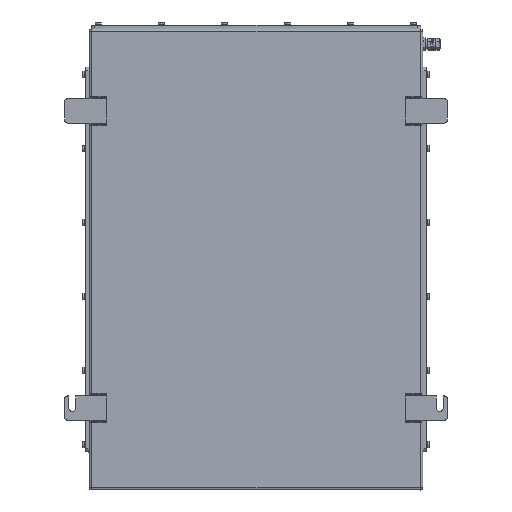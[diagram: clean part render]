
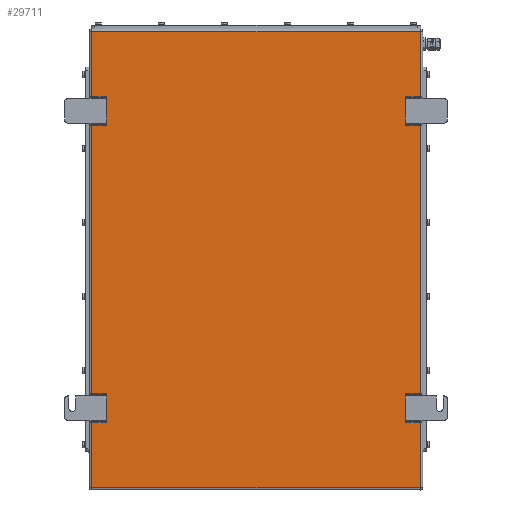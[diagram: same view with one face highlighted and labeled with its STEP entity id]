
A CAD part, front view. The second image highlights one B-rep face of the part: STEP entity #29711.
In plain terms, the highlighted planar face has unit normal (0, -1, 0).
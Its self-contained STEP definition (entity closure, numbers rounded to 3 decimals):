
#82=FACE_BOUND('',#4388,.T.);
#83=FACE_BOUND('',#4389,.T.);
#84=FACE_BOUND('',#4390,.T.);
#85=FACE_BOUND('',#4391,.T.);
#86=FACE_BOUND('',#4392,.T.);
#87=FACE_BOUND('',#4393,.T.);
#88=FACE_BOUND('',#4394,.T.);
#89=FACE_BOUND('',#4395,.T.);
#1268=PLANE('',#32008);
#2667=FACE_OUTER_BOUND('',#4387,.T.);
#4387=EDGE_LOOP('',(#21390,#21391,#21392,#21393));
#4388=EDGE_LOOP('',(#21394,#21395));
#4389=EDGE_LOOP('',(#21396,#21397));
#4390=EDGE_LOOP('',(#21398,#21399));
#4391=EDGE_LOOP('',(#21400,#21401));
#4392=EDGE_LOOP('',(#21402,#21403));
#4393=EDGE_LOOP('',(#21404,#21405));
#4394=EDGE_LOOP('',(#21406,#21407));
#4395=EDGE_LOOP('',(#21408,#21409));
#7329=LINE('',#43921,#9432);
#7339=LINE('',#44183,#9442);
#8134=LINE('',#47346,#10237);
#8136=LINE('',#47349,#10239);
#8137=LINE('',#47352,#10240);
#8138=LINE('',#47355,#10241);
#8139=LINE('',#47358,#10242);
#8140=LINE('',#47361,#10243);
#8141=LINE('',#47364,#10244);
#8142=LINE('',#47367,#10245);
#8143=LINE('',#47370,#10246);
#8144=LINE('',#47373,#10247);
#9432=VECTOR('',#34787,10.);
#9442=VECTOR('',#34831,10.);
#10237=VECTOR('',#37202,10.);
#10239=VECTOR('',#37206,10.);
#10240=VECTOR('',#37207,10.);
#10241=VECTOR('',#37208,10.);
#10242=VECTOR('',#37209,10.);
#10243=VECTOR('',#37210,10.);
#10244=VECTOR('',#37211,10.);
#10245=VECTOR('',#37212,10.);
#10246=VECTOR('',#37213,10.);
#10247=VECTOR('',#37214,10.);
#11793=VERTEX_POINT('',#43907);
#11797=VERTEX_POINT('',#43917);
#11815=VERTEX_POINT('',#44169);
#11819=VERTEX_POINT('',#44179);
#12637=VERTEX_POINT('',#47350);
#12638=VERTEX_POINT('',#47351);
#12639=VERTEX_POINT('',#47353);
#12640=VERTEX_POINT('',#47354);
#12641=VERTEX_POINT('',#47356);
#12642=VERTEX_POINT('',#47357);
#12643=VERTEX_POINT('',#47359);
#12644=VERTEX_POINT('',#47360);
#12645=VERTEX_POINT('',#47362);
#12646=VERTEX_POINT('',#47363);
#12647=VERTEX_POINT('',#47365);
#12648=VERTEX_POINT('',#47366);
#12649=VERTEX_POINT('',#47368);
#12650=VERTEX_POINT('',#47369);
#12651=VERTEX_POINT('',#47371);
#12652=VERTEX_POINT('',#47372);
#14561=EDGE_CURVE('',#11793,#11797,#7329,.T.);
#14594=EDGE_CURVE('',#11815,#11819,#7339,.T.);
#15850=EDGE_CURVE('',#11815,#11797,#8134,.T.);
#15852=EDGE_CURVE('',#11793,#11819,#8136,.T.);
#15853=EDGE_CURVE('',#12637,#12638,#8137,.T.);
#15854=EDGE_CURVE('',#12639,#12640,#8138,.T.);
#15855=EDGE_CURVE('',#12641,#12642,#8139,.T.);
#15856=EDGE_CURVE('',#12643,#12644,#8140,.T.);
#15857=EDGE_CURVE('',#12645,#12646,#8141,.T.);
#15858=EDGE_CURVE('',#12647,#12648,#8142,.T.);
#15859=EDGE_CURVE('',#12649,#12650,#8143,.T.);
#15860=EDGE_CURVE('',#12651,#12652,#8144,.T.);
#21390=ORIENTED_EDGE('',*,*,#15852,.T.);
#21391=ORIENTED_EDGE('',*,*,#14594,.F.);
#21392=ORIENTED_EDGE('',*,*,#15850,.T.);
#21393=ORIENTED_EDGE('',*,*,#14561,.F.);
#21394=ORIENTED_EDGE('',*,*,#15853,.T.);
#21395=ORIENTED_EDGE('',*,*,#15853,.F.);
#21396=ORIENTED_EDGE('',*,*,#15854,.T.);
#21397=ORIENTED_EDGE('',*,*,#15854,.F.);
#21398=ORIENTED_EDGE('',*,*,#15855,.T.);
#21399=ORIENTED_EDGE('',*,*,#15855,.F.);
#21400=ORIENTED_EDGE('',*,*,#15856,.T.);
#21401=ORIENTED_EDGE('',*,*,#15856,.F.);
#21402=ORIENTED_EDGE('',*,*,#15857,.T.);
#21403=ORIENTED_EDGE('',*,*,#15857,.F.);
#21404=ORIENTED_EDGE('',*,*,#15858,.T.);
#21405=ORIENTED_EDGE('',*,*,#15858,.F.);
#21406=ORIENTED_EDGE('',*,*,#15859,.T.);
#21407=ORIENTED_EDGE('',*,*,#15859,.F.);
#21408=ORIENTED_EDGE('',*,*,#15860,.T.);
#21409=ORIENTED_EDGE('',*,*,#15860,.F.);
#29711=ADVANCED_FACE('',(#2667,#82,#83,#84,#85,#86,#87,#88,#89),#1268,.F.);
#32008=AXIS2_PLACEMENT_3D('',#47348,#37204,#37205);
#34787=DIRECTION('',(1.,0.,0.));
#34831=DIRECTION('',(-1.,0.,0.));
#37202=DIRECTION('',(0.,0.,1.));
#37204=DIRECTION('center_axis',(0.,1.,0.));
#37205=DIRECTION('ref_axis',(-1.,0.,0.));
#37206=DIRECTION('',(0.,0.,-1.));
#37207=DIRECTION('',(-1.,0.,0.));
#37208=DIRECTION('',(1.,0.,0.));
#37209=DIRECTION('',(1.,0.,0.));
#37210=DIRECTION('',(-1.,0.,0.));
#37211=DIRECTION('',(1.,0.,0.));
#37212=DIRECTION('',(-1.,0.,0.));
#37213=DIRECTION('',(-1.,0.,0.));
#37214=DIRECTION('',(1.,0.,0.));
#43907=CARTESIAN_POINT('',(-271.,0.,376.4));
#43917=CARTESIAN_POINT('',(271.,0.,376.4));
#43921=CARTESIAN_POINT('',(-135.5,0.,376.4));
#44169=CARTESIAN_POINT('',(271.,0.,-376.4));
#44179=CARTESIAN_POINT('',(-271.,0.,-376.4));
#44183=CARTESIAN_POINT('',(-135.5,0.,-376.4));
#47346=CARTESIAN_POINT('',(271.,0.,-188.));
#47348=CARTESIAN_POINT('Origin',(0.,0.,
0.));
#47349=CARTESIAN_POINT('',(-271.,0.,188.));
#47350=CARTESIAN_POINT('',(270.7,0.,-269.));
#47351=CARTESIAN_POINT('',(248.7,0.,-269.));
#47352=CARTESIAN_POINT('',(122.85,0.,-269.));
#47353=CARTESIAN_POINT('',(248.7,0.,-221.));
#47354=CARTESIAN_POINT('',(270.7,0.,-221.));
#47355=CARTESIAN_POINT('',(122.85,0.,-221.));
#47356=CARTESIAN_POINT('',(-270.7,0.,-221.));
#47357=CARTESIAN_POINT('',(-248.7,0.,-221.));
#47358=CARTESIAN_POINT('',(-136.85,0.,-221.));
#47359=CARTESIAN_POINT('',(-248.7,0.,-269.));
#47360=CARTESIAN_POINT('',(-270.7,0.,-269.));
#47361=CARTESIAN_POINT('',(-136.85,0.,-269.));
#47362=CARTESIAN_POINT('',(248.7,0.,269.));
#47363=CARTESIAN_POINT('',(270.7,0.,269.));
#47364=CARTESIAN_POINT('',(122.85,0.,269.));
#47365=CARTESIAN_POINT('',(270.7,0.,221.));
#47366=CARTESIAN_POINT('',(248.7,0.,221.));
#47367=CARTESIAN_POINT('',(122.85,0.,221.));
#47368=CARTESIAN_POINT('',(-248.7,0.,221.));
#47369=CARTESIAN_POINT('',(-270.7,0.,221.));
#47370=CARTESIAN_POINT('',(-122.85,0.,221.));
#47371=CARTESIAN_POINT('',(-270.7,0.,269.));
#47372=CARTESIAN_POINT('',(-248.7,0.,269.));
#47373=CARTESIAN_POINT('',(-122.85,0.,269.));
